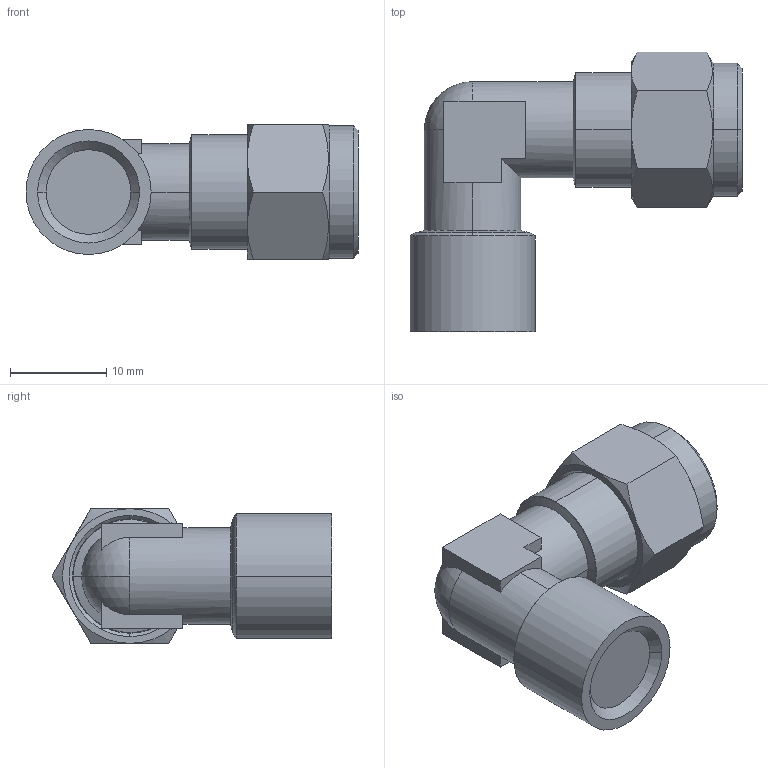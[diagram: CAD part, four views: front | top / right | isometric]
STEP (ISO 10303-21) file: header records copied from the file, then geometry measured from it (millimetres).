
FILE_DESCRIPTION (( 'STEP AP214' ), '1' );
FILE_NAME ('1029000004.step', '2013-02-25T17:14:33', ( '' ), ( '' ), 'SwSTEP 2.0', 'SolidWorks 2012', '' );
FILE_SCHEMA (( 'AUTOMOTIVE_DESIGN' ));
Length unit declared in the file: millimetre
Products named in the file (1): 1029000004
Bounding box: 34.5 x 29.08 x 14 mm (x, y, z)
Volume: 5506.1 mm3; surface area: 2368.6 mm2
Topology: 1 solids, 1 shells, 63 faces, 149 edges, 91 vertices
Faces by surface type: plane 25, cone 20, cylinder 12, torus 4, sphere 2
Entity records: 1932 total; most frequent: CARTESIAN_POINT 442, DIRECTION 318, ORIENTED_EDGE 298, EDGE_CURVE 149, AXIS2_PLACEMENT_3D 127, VERTEX_POINT 91, EDGE_LOOP 66, LINE 64
